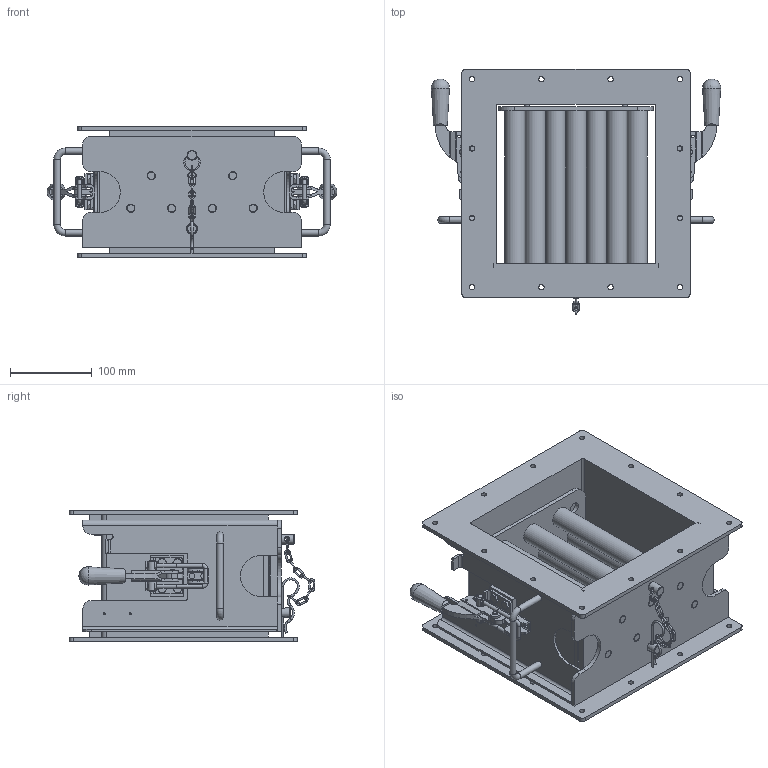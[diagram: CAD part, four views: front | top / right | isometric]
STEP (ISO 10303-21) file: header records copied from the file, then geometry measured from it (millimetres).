
FILE_DESCRIPTION(/* description */ (''),/* implementation_level */ '2;1');
FILE_NAME(/* name */ 'SECF200538 A.stp',/* time_stamp */ '2018-06-26T13:22:45+02:00',/* author */ ('cr'),/* organization */ (''),/* preprocessor_version */ 'ST-DEVELOPER v16.5',/* originating_system */ 'Autodesk Inventor 2017',/* authorisation */ '');
FILE_SCHEMA (('AUTOMOTIVE_DESIGN { 1 0 10303 214 3 1 1 }'));
Length unit declared in the file: millimetre
Products named in the file (1): Part2
Bounding box: 355.08 x 301.46 x 160 mm (x, y, z)
Volume: 1608513.2 mm3; surface area: 917541.1 mm2
Topology: 13 solids, 30 shells, 1184 faces, 2907 edges, 1848 vertices
Faces by surface type: plane 480, cylinder 399, cone 235, torus 50, bspline 18, sphere 2
Full cylindrical faces by diameter (mm): 2 x16, 2.459 x2, 2.5 x3, 3.2 x8, 4 x8, 4.763 x6, 4.826 x10, 4.917 x8, 5 x1, 5.459 x8, 5.588 x4, 6 x12, 6.2 x2, 6.647 x24, 6.731 x8, 6.858 x4, 7.112 x2, 8 x6, 8.7 x8, 9.525 x2, 9.652 x4, 10 x9, 10.1 x9, 12 x9, 14 x3, 24 x7, 25 x21
Entity records: 37031 total; most frequent: CARTESIAN_POINT 9732, DIRECTION 5496, ORIENTED_EDGE 4950, EDGE_CURVE 2467, AXIS2_PLACEMENT_3D 2245, EDGE_LOOP 1754, VERTEX_POINT 1723, STYLED_ITEM 1191
